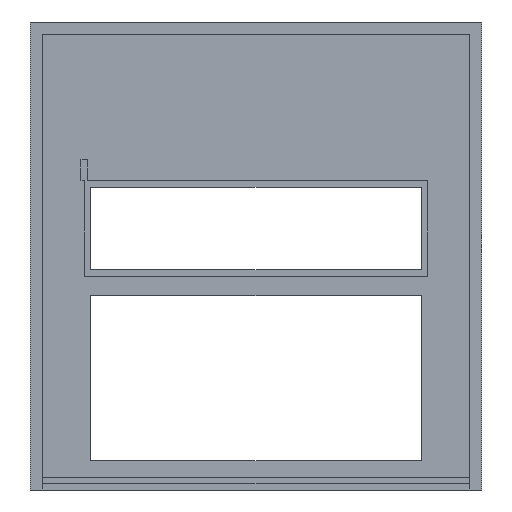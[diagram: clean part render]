
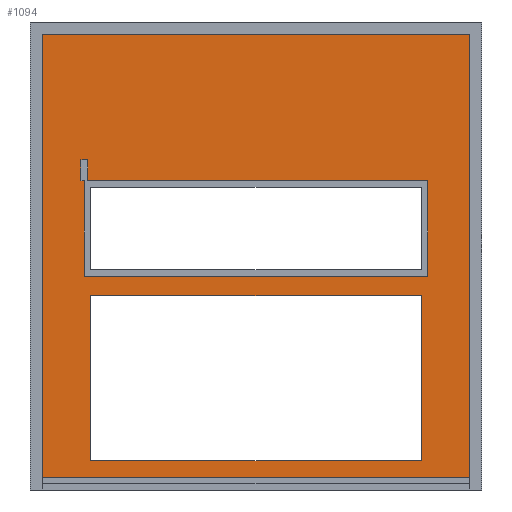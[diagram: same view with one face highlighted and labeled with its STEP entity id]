
A CAD part, front view. The second image highlights one B-rep face of the part: STEP entity #1094.
In plain terms, the highlighted planar face has unit normal (0, -1, 0).
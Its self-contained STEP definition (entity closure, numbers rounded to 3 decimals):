
#2 = ORIENTED_EDGE ( 'NONE', *, *, #146, .F. ) ;
#4 = LINE ( 'NONE', #1620, #1735 ) ;
#24 = DIRECTION ( 'NONE',  ( 0., 0., 1. ) ) ;
#46 = CARTESIAN_POINT ( 'NONE',  ( 0., 0., -83.8 ) ) ;
#62 = VECTOR ( 'NONE', #702, 1000. ) ;
#63 = VECTOR ( 'NONE', #894, 1000. ) ;
#79 = EDGE_CURVE ( 'NONE', #839, #705, #1050, .T. ) ;
#96 = CARTESIAN_POINT ( 'NONE',  ( 0., 0., -49.7 ) ) ;
#102 = EDGE_CURVE ( 'NONE', #505, #1133, #310, .T. ) ;
#146 = EDGE_CURVE ( 'NONE', #722, #1588, #1336, .T. ) ;
#194 = VECTOR ( 'NONE', #890, 1000. ) ;
#202 = DIRECTION ( 'NONE',  ( 0., 0., 1. ) ) ;
#212 = VERTEX_POINT ( 'NONE', #761 ) ;
#224 = ORIENTED_EDGE ( 'NONE', *, *, #387, .T. ) ;
#241 = EDGE_CURVE ( 'NONE', #1306, #1878, #488, .T. ) ;
#249 = VECTOR ( 'NONE', #551, 1000. ) ;
#265 = ORIENTED_EDGE ( 'NONE', *, *, #944, .F. ) ;
#269 = CARTESIAN_POINT ( 'NONE',  ( 9.2, 0., -28.8 ) ) ;
#294 = CARTESIAN_POINT ( 'NONE',  ( 80.8, 0., 0. ) ) ;
#295 = FACE_BOUND ( 'NONE', #573, .T. ) ;
#300 = LINE ( 'NONE', #1335, #434 ) ;
#303 = CARTESIAN_POINT ( 'NONE',  ( 9.2, 0., -25. ) ) ;
#308 = ORIENTED_EDGE ( 'NONE', *, *, #1429, .F. ) ;
#310 = LINE ( 'NONE', #1612, #1021 ) ;
#324 = DIRECTION ( 'NONE',  ( 1., 0., 0. ) ) ;
#330 = EDGE_LOOP ( 'NONE', ( #1892, #1820, #1399, #1056 ) ) ;
#339 = CARTESIAN_POINT ( 'NONE',  ( 72.2, 0., -46.2 ) ) ;
#355 = EDGE_CURVE ( 'NONE', #1133, #839, #4, .T. ) ;
#366 = LINE ( 'NONE', #1228, #1695 ) ;
#387 = EDGE_CURVE ( 'NONE', #1278, #586, #449, .T. ) ;
#405 = EDGE_CURVE ( 'NONE', #586, #1878, #300, .T. ) ;
#434 = VECTOR ( 'NONE', #24, 1000. ) ;
#449 = LINE ( 'NONE', #1022, #1262 ) ;
#471 = CARTESIAN_POINT ( 'NONE',  ( 9.2, 0., -25. ) ) ;
#487 = CARTESIAN_POINT ( 'NONE',  ( 11., 0., -49.7 ) ) ;
#488 = LINE ( 'NONE', #1058, #1265 ) ;
#494 = CARTESIAN_POINT ( 'NONE',  ( 71., 0., -79.7 ) ) ;
#497 = ORIENTED_EDGE ( 'NONE', *, *, #79, .F. ) ;
#505 = VERTEX_POINT ( 'NONE', #487 ) ;
#545 = CARTESIAN_POINT ( 'NONE',  ( 72.2, 0., -28.8 ) ) ;
#551 = DIRECTION ( 'NONE',  ( 0., 0., -1. ) ) ;
#573 = EDGE_LOOP ( 'NONE', ( #696, #1287, #308, #857, #2, #621, #265, #224 ) ) ;
#578 = CARTESIAN_POINT ( 'NONE',  ( 0., 0., -1.2 ) ) ;
#586 = VERTEX_POINT ( 'NONE', #665 ) ;
#591 = PLANE ( 'NONE',  #1011 ) ;
#597 = DIRECTION ( 'NONE',  ( 0., 0., -1. ) ) ;
#621 = ORIENTED_EDGE ( 'NONE', *, *, #1652, .F. ) ;
#622 = VERTEX_POINT ( 'NONE', #1571 ) ;
#633 = LINE ( 'NONE', #979, #1409 ) ;
#641 = ORIENTED_EDGE ( 'NONE', *, *, #355, .F. ) ;
#659 = DIRECTION ( 'NONE',  ( 0., 0., 1. ) ) ;
#665 = CARTESIAN_POINT ( 'NONE',  ( 9.8, 0., -46.2 ) ) ;
#696 = ORIENTED_EDGE ( 'NONE', *, *, #405, .T. ) ;
#702 = DIRECTION ( 'NONE',  ( -1., 0., 0. ) ) ;
#705 = VERTEX_POINT ( 'NONE', #1301 ) ;
#722 = VERTEX_POINT ( 'NONE', #973 ) ;
#761 = CARTESIAN_POINT ( 'NONE',  ( 1.2, 0., -83.8 ) ) ;
#763 = CARTESIAN_POINT ( 'NONE',  ( 0., 0., 0. ) ) ;
#830 = VERTEX_POINT ( 'NONE', #1517 ) ;
#839 = VERTEX_POINT ( 'NONE', #494 ) ;
#848 = LINE ( 'NONE', #96, #62 ) ;
#857 = ORIENTED_EDGE ( 'NONE', *, *, #1122, .F. ) ;
#874 = DIRECTION ( 'NONE',  ( 0., 0., -1. ) ) ;
#890 = DIRECTION ( 'NONE',  ( 0., 0., 1. ) ) ;
#891 = LINE ( 'NONE', #294, #1507 ) ;
#894 = DIRECTION ( 'NONE',  ( -1., 0., 0. ) ) ;
#944 = EDGE_CURVE ( 'NONE', #1278, #1705, #1073, .T. ) ;
#962 = DIRECTION ( 'NONE',  ( -1., 0., 0. ) ) ;
#973 = CARTESIAN_POINT ( 'NONE',  ( 10.4, 0., -28.8 ) ) ;
#979 = CARTESIAN_POINT ( 'NONE',  ( 72.2, 0., -28.8 ) ) ;
#1007 = ORIENTED_EDGE ( 'NONE', *, *, #102, .F. ) ;
#1010 = DIRECTION ( 'NONE',  ( 0., 0., 1. ) ) ;
#1011 = AXIS2_PLACEMENT_3D ( 'NONE', #763, #1176, #874 ) ;
#1014 = VECTOR ( 'NONE', #1365, 1000. ) ;
#1016 = EDGE_CURVE ( 'NONE', #705, #505, #848, .T. ) ;
#1021 = VECTOR ( 'NONE', #597, 1000. ) ;
#1022 = CARTESIAN_POINT ( 'NONE',  ( 72.2, 0., -46.2 ) ) ;
#1024 = LINE ( 'NONE', #578, #1408 ) ;
#1050 = LINE ( 'NONE', #1774, #1484 ) ;
#1056 = ORIENTED_EDGE ( 'NONE', *, *, #1606, .F. ) ;
#1058 = CARTESIAN_POINT ( 'NONE',  ( 9.2, 0., -28.8 ) ) ;
#1073 = LINE ( 'NONE', #339, #1190 ) ;
#1094 = ADVANCED_FACE ( 'NONE', ( #1646, #1499, #295 ), #591, .T. ) ;
#1122 = EDGE_CURVE ( 'NONE', #1588, #1590, #1623, .T. ) ;
#1133 = VERTEX_POINT ( 'NONE', #1481 ) ;
#1138 = CARTESIAN_POINT ( 'NONE',  ( 9.8, 0., -28.8 ) ) ;
#1157 = DIRECTION ( 'NONE',  ( 1., 0., 0. ) ) ;
#1176 = DIRECTION ( 'NONE',  ( 0., -1., 0. ) ) ;
#1190 = VECTOR ( 'NONE', #202, 1000. ) ;
#1199 = DIRECTION ( 'NONE',  ( 1., 0., 0. ) ) ;
#1203 = VERTEX_POINT ( 'NONE', #1375 ) ;
#1228 = CARTESIAN_POINT ( 'NONE',  ( 1.2, 0., 0. ) ) ;
#1262 = VECTOR ( 'NONE', #1327, 1000. ) ;
#1265 = VECTOR ( 'NONE', #1199, 1000. ) ;
#1278 = VERTEX_POINT ( 'NONE', #1825 ) ;
#1282 = LINE ( 'NONE', #1872, #249 ) ;
#1287 = ORIENTED_EDGE ( 'NONE', *, *, #241, .F. ) ;
#1301 = CARTESIAN_POINT ( 'NONE',  ( 71., 0., -49.7 ) ) ;
#1306 = VERTEX_POINT ( 'NONE', #269 ) ;
#1327 = DIRECTION ( 'NONE',  ( -1., 0., 0. ) ) ;
#1335 = CARTESIAN_POINT ( 'NONE',  ( 9.8, 0., -46.2 ) ) ;
#1336 = LINE ( 'NONE', #1621, #194 ) ;
#1365 = DIRECTION ( 'NONE',  ( -1., 0., 0. ) ) ;
#1375 = CARTESIAN_POINT ( 'NONE',  ( 1.2, 0., -1.2 ) ) ;
#1399 = ORIENTED_EDGE ( 'NONE', *, *, #1724, .F. ) ;
#1408 = VECTOR ( 'NONE', #1157, 1000. ) ;
#1409 = VECTOR ( 'NONE', #962, 1000. ) ;
#1429 = EDGE_CURVE ( 'NONE', #1590, #1306, #1282, .T. ) ;
#1451 = EDGE_CURVE ( 'NONE', #1203, #622, #1024, .T. ) ;
#1462 = EDGE_CURVE ( 'NONE', #622, #830, #891, .T. ) ;
#1469 = DIRECTION ( 'NONE',  ( 0., 0., -1. ) ) ;
#1481 = CARTESIAN_POINT ( 'NONE',  ( 11., 0., -79.7 ) ) ;
#1484 = VECTOR ( 'NONE', #1010, 1000. ) ;
#1499 = FACE_OUTER_BOUND ( 'NONE', #330, .T. ) ;
#1507 = VECTOR ( 'NONE', #1469, 1000. ) ;
#1517 = CARTESIAN_POINT ( 'NONE',  ( 80.8, 0., -83.8 ) ) ;
#1558 = LINE ( 'NONE', #46, #1014 ) ;
#1571 = CARTESIAN_POINT ( 'NONE',  ( 80.8, 0., -1.2 ) ) ;
#1588 = VERTEX_POINT ( 'NONE', #1706 ) ;
#1590 = VERTEX_POINT ( 'NONE', #471 ) ;
#1606 = EDGE_CURVE ( 'NONE', #830, #212, #1558, .T. ) ;
#1608 = EDGE_LOOP ( 'NONE', ( #1007, #1861, #497, #641 ) ) ;
#1612 = CARTESIAN_POINT ( 'NONE',  ( 11., 0., 0. ) ) ;
#1620 = CARTESIAN_POINT ( 'NONE',  ( 0., 0., -79.7 ) ) ;
#1621 = CARTESIAN_POINT ( 'NONE',  ( 10.4, 0., -28.8 ) ) ;
#1623 = LINE ( 'NONE', #303, #63 ) ;
#1646 = FACE_BOUND ( 'NONE', #1608, .T. ) ;
#1652 = EDGE_CURVE ( 'NONE', #1705, #722, #633, .T. ) ;
#1695 = VECTOR ( 'NONE', #659, 1000. ) ;
#1705 = VERTEX_POINT ( 'NONE', #545 ) ;
#1706 = CARTESIAN_POINT ( 'NONE',  ( 10.4, 0., -25. ) ) ;
#1724 = EDGE_CURVE ( 'NONE', #212, #1203, #366, .T. ) ;
#1735 = VECTOR ( 'NONE', #324, 1000. ) ;
#1774 = CARTESIAN_POINT ( 'NONE',  ( 71., 0., 0. ) ) ;
#1820 = ORIENTED_EDGE ( 'NONE', *, *, #1451, .F. ) ;
#1825 = CARTESIAN_POINT ( 'NONE',  ( 72.2, 0., -46.2 ) ) ;
#1861 = ORIENTED_EDGE ( 'NONE', *, *, #1016, .F. ) ;
#1872 = CARTESIAN_POINT ( 'NONE',  ( 9.2, 0., -28.8 ) ) ;
#1878 = VERTEX_POINT ( 'NONE', #1138 ) ;
#1892 = ORIENTED_EDGE ( 'NONE', *, *, #1462, .F. ) ;
